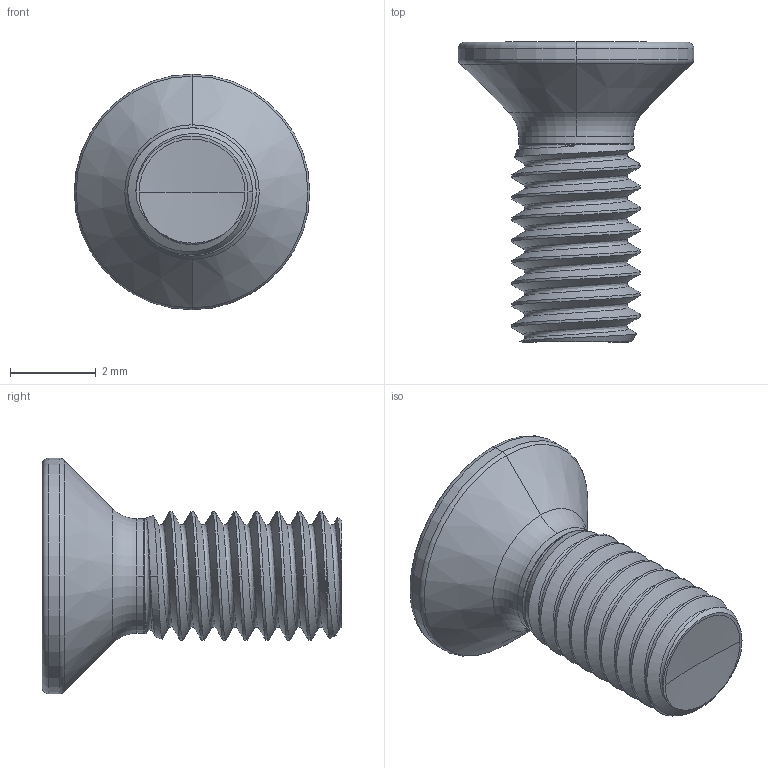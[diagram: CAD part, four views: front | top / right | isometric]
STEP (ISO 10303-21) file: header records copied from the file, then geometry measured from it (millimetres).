
FILE_DESCRIPTION (( 'STEP AP203' ), '1' );
FILE_NAME ('STM410300070.STEP', '2020-12-18T16:55:05', ( '' ), ( '' ), 'SwSTEP 2.0', 'SolidWorks 2015', '' );
FILE_SCHEMA (( 'CONFIG_CONTROL_DESIGN' ));
Length unit declared in the file: millimetre
Products named in the file (2): STM410300070
Bounding box: 5.5 x 7 x 5.5 mm (x, y, z)
Volume: 54.3 mm3; surface area: 137.4 mm2
Topology: 1 solids, 1 shells, 87 faces, 224 edges, 138 vertices
Faces by surface type: cylinder 40, bspline 18, cone 14, torus 11, sphere 2, plane 2
Entity records: 11901 total; most frequent: CARTESIAN_POINT 9927, ORIENTED_EDGE 444, DIRECTION 311, EDGE_CURVE 222, VERTEX_POINT 138, AXIS2_PLACEMENT_3D 130, EDGE_LOOP 88, FACE_OUTER_BOUND 87
